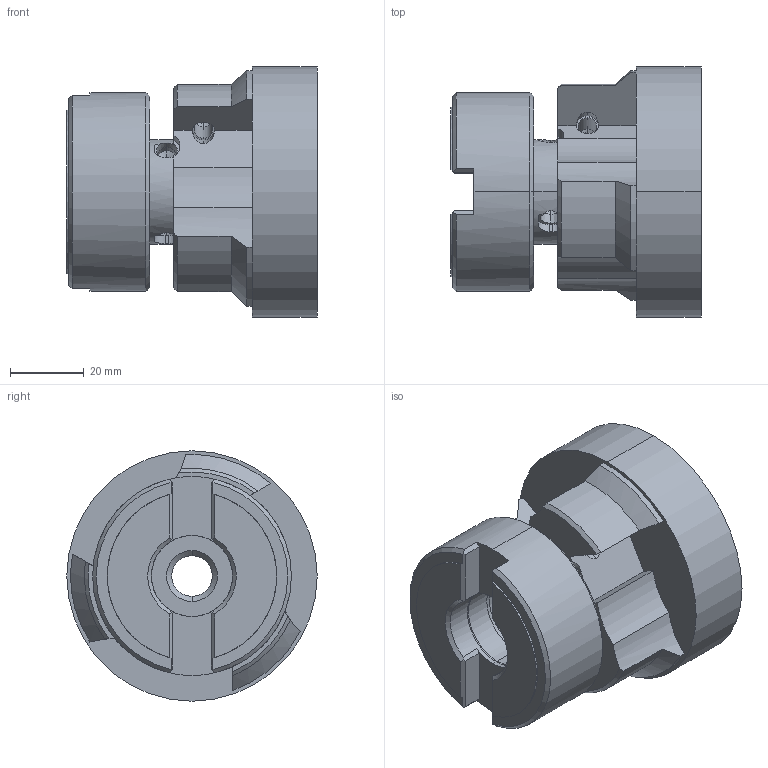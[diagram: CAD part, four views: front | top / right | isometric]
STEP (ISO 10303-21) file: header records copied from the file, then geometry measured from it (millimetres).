
FILE_DESCRIPTION (( 'STEP AP214' ), '1' );
FILE_NAME ('TKA-068-3-Al-B.STEP', '2012-04-13T11:48:54', ( '' ), ( '' ), 'SwSTEP 2.0', 'SolidWorks 2012', '' );
FILE_SCHEMA (( 'AUTOMOTIVE_DESIGN' ));
Length unit declared in the file: millimetre
Products named in the file (1): TKA-068-3-Al-B
Bounding box: 68 x 68 x 68 mm (x, y, z)
Volume: 134318 mm3; surface area: 27348.9 mm2
Topology: 1 solids, 1 shells, 158 faces, 430 edges, 270 vertices
Faces by surface type: cylinder 62, plane 56, cone 40
Entity records: 5091 total; most frequent: CARTESIAN_POINT 1115, ORIENTED_EDGE 836, DIRECTION 823, EDGE_CURVE 418, AXIS2_PLACEMENT_3D 308, VERTEX_POINT 270, LINE 207, VECTOR 207
